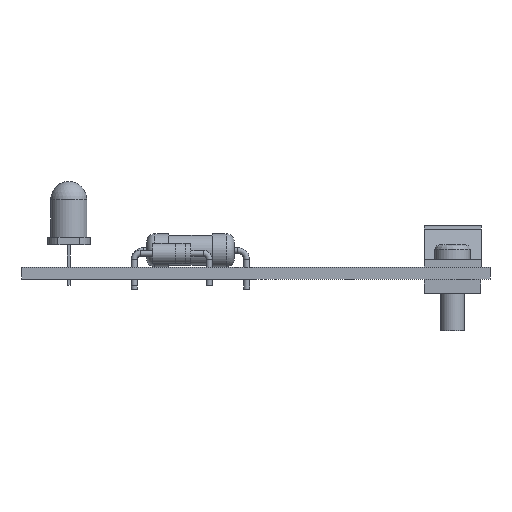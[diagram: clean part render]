
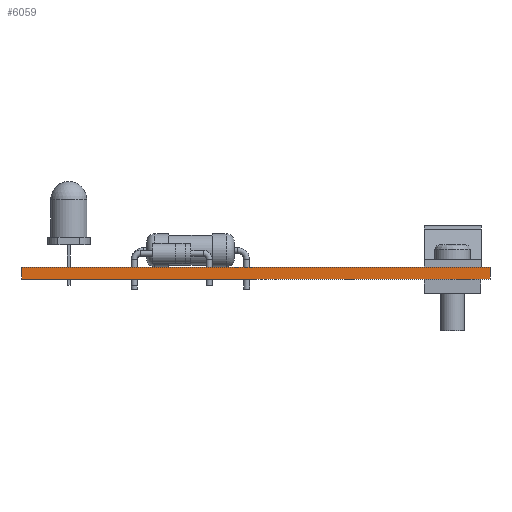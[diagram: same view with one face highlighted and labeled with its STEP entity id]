
A CAD part, left-side view. The second image highlights one B-rep face of the part: STEP entity #6059.
In plain terms, the highlighted planar face has unit normal (-1, 0, 0).
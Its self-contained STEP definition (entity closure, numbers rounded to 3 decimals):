
#5943 = EDGE_CURVE('',#5944,#5946,#5948,.T.);
#5944 = VERTEX_POINT('',#5945);
#5945 = CARTESIAN_POINT('',(0.,63.5,0.));
#5946 = VERTEX_POINT('',#5947);
#5947 = CARTESIAN_POINT('',(0.,63.5,1.6));
#5948 = SURFACE_CURVE('',#5949,(#5953,#5965),.PCURVE_S1.);
#5949 = LINE('',#5950,#5951);
#5950 = CARTESIAN_POINT('',(0.,63.5,0.));
#5951 = VECTOR('',#5952,1.);
#5952 = DIRECTION('',(0.,0.,1.));
#5953 = PCURVE('',#5954,#5959);
#5954 = PLANE('',#5955);
#5955 = AXIS2_PLACEMENT_3D('',#5956,#5957,#5958);
#5956 = CARTESIAN_POINT('',(0.,63.5,0.));
#5957 = DIRECTION('',(0.,1.,0.));
#5958 = DIRECTION('',(1.,0.,0.));
#5959 = DEFINITIONAL_REPRESENTATION('',(#5960),#5964);
#5960 = LINE('',#5961,#5962);
#5961 = CARTESIAN_POINT('',(0.,0.));
#5962 = VECTOR('',#5963,1.);
#5963 = DIRECTION('',(0.,-1.));
#5964 = ( GEOMETRIC_REPRESENTATION_CONTEXT(2) 
PARAMETRIC_REPRESENTATION_CONTEXT() REPRESENTATION_CONTEXT('2D SPACE',''
  ) );
#5965 = PCURVE('',#5966,#5971);
#5966 = PLANE('',#5967);
#5967 = AXIS2_PLACEMENT_3D('',#5968,#5969,#5970);
#5968 = CARTESIAN_POINT('',(0.,0.,0.));
#5969 = DIRECTION('',(-1.,0.,0.));
#5970 = DIRECTION('',(0.,1.,0.));
#5971 = DEFINITIONAL_REPRESENTATION('',(#5972),#5976);
#5972 = LINE('',#5973,#5974);
#5973 = CARTESIAN_POINT('',(63.5,0.));
#5974 = VECTOR('',#5975,1.);
#5975 = DIRECTION('',(0.,-1.));
#5976 = ( GEOMETRIC_REPRESENTATION_CONTEXT(2) 
PARAMETRIC_REPRESENTATION_CONTEXT() REPRESENTATION_CONTEXT('2D SPACE',''
  ) );
#5994 = PLANE('',#5995);
#5995 = AXIS2_PLACEMENT_3D('',#5996,#5997,#5998);
#5996 = CARTESIAN_POINT('',(38.1,31.75,1.6));
#5997 = DIRECTION('',(-0.,-0.,-1.));
#5998 = DIRECTION('',(-1.,0.,0.));
#6048 = PLANE('',#6049);
#6049 = AXIS2_PLACEMENT_3D('',#6050,#6051,#6052);
#6050 = CARTESIAN_POINT('',(38.1,31.75,0.));
#6051 = DIRECTION('',(-0.,-0.,-1.));
#6052 = DIRECTION('',(-1.,0.,0.));
#6059 = ADVANCED_FACE('',(#6060),#5966,.T.);
#6060 = FACE_BOUND('',#6061,.T.);
#6061 = EDGE_LOOP('',(#6062,#6092,#6113,#6114));
#6062 = ORIENTED_EDGE('',*,*,#6063,.T.);
#6063 = EDGE_CURVE('',#6064,#6066,#6068,.T.);
#6064 = VERTEX_POINT('',#6065);
#6065 = CARTESIAN_POINT('',(0.,-0.,0.));
#6066 = VERTEX_POINT('',#6067);
#6067 = CARTESIAN_POINT('',(0.,0.,1.6));
#6068 = SURFACE_CURVE('',#6069,(#6073,#6080),.PCURVE_S1.);
#6069 = LINE('',#6070,#6071);
#6070 = CARTESIAN_POINT('',(0.,-0.,0.));
#6071 = VECTOR('',#6072,1.);
#6072 = DIRECTION('',(0.,0.,1.));
#6073 = PCURVE('',#5966,#6074);
#6074 = DEFINITIONAL_REPRESENTATION('',(#6075),#6079);
#6075 = LINE('',#6076,#6077);
#6076 = CARTESIAN_POINT('',(0.,0.));
#6077 = VECTOR('',#6078,1.);
#6078 = DIRECTION('',(0.,-1.));
#6079 = ( GEOMETRIC_REPRESENTATION_CONTEXT(2) 
PARAMETRIC_REPRESENTATION_CONTEXT() REPRESENTATION_CONTEXT('2D SPACE',''
  ) );
#6080 = PCURVE('',#6081,#6086);
#6081 = PLANE('',#6082);
#6082 = AXIS2_PLACEMENT_3D('',#6083,#6084,#6085);
#6083 = CARTESIAN_POINT('',(76.2,0.,0.));
#6084 = DIRECTION('',(0.,-1.,0.));
#6085 = DIRECTION('',(-1.,0.,0.));
#6086 = DEFINITIONAL_REPRESENTATION('',(#6087),#6091);
#6087 = LINE('',#6088,#6089);
#6088 = CARTESIAN_POINT('',(76.2,0.));
#6089 = VECTOR('',#6090,1.);
#6090 = DIRECTION('',(0.,-1.));
#6091 = ( GEOMETRIC_REPRESENTATION_CONTEXT(2) 
PARAMETRIC_REPRESENTATION_CONTEXT() REPRESENTATION_CONTEXT('2D SPACE',''
  ) );
#6092 = ORIENTED_EDGE('',*,*,#6093,.T.);
#6093 = EDGE_CURVE('',#6066,#5946,#6094,.T.);
#6094 = SURFACE_CURVE('',#6095,(#6099,#6106),.PCURVE_S1.);
#6095 = LINE('',#6096,#6097);
#6096 = CARTESIAN_POINT('',(0.,0.,1.6));
#6097 = VECTOR('',#6098,1.);
#6098 = DIRECTION('',(0.,1.,0.));
#6099 = PCURVE('',#5966,#6100);
#6100 = DEFINITIONAL_REPRESENTATION('',(#6101),#6105);
#6101 = LINE('',#6102,#6103);
#6102 = CARTESIAN_POINT('',(0.,-1.6));
#6103 = VECTOR('',#6104,1.);
#6104 = DIRECTION('',(1.,0.));
#6105 = ( GEOMETRIC_REPRESENTATION_CONTEXT(2) 
PARAMETRIC_REPRESENTATION_CONTEXT() REPRESENTATION_CONTEXT('2D SPACE',''
  ) );
#6106 = PCURVE('',#5994,#6107);
#6107 = DEFINITIONAL_REPRESENTATION('',(#6108),#6112);
#6108 = LINE('',#6109,#6110);
#6109 = CARTESIAN_POINT('',(38.1,-31.75));
#6110 = VECTOR('',#6111,1.);
#6111 = DIRECTION('',(0.,1.));
#6112 = ( GEOMETRIC_REPRESENTATION_CONTEXT(2) 
PARAMETRIC_REPRESENTATION_CONTEXT() REPRESENTATION_CONTEXT('2D SPACE',''
  ) );
#6113 = ORIENTED_EDGE('',*,*,#5943,.F.);
#6114 = ORIENTED_EDGE('',*,*,#6115,.F.);
#6115 = EDGE_CURVE('',#6064,#5944,#6116,.T.);
#6116 = SURFACE_CURVE('',#6117,(#6121,#6128),.PCURVE_S1.);
#6117 = LINE('',#6118,#6119);
#6118 = CARTESIAN_POINT('',(0.,-0.,0.));
#6119 = VECTOR('',#6120,1.);
#6120 = DIRECTION('',(0.,1.,0.));
#6121 = PCURVE('',#5966,#6122);
#6122 = DEFINITIONAL_REPRESENTATION('',(#6123),#6127);
#6123 = LINE('',#6124,#6125);
#6124 = CARTESIAN_POINT('',(0.,0.));
#6125 = VECTOR('',#6126,1.);
#6126 = DIRECTION('',(1.,0.));
#6127 = ( GEOMETRIC_REPRESENTATION_CONTEXT(2) 
PARAMETRIC_REPRESENTATION_CONTEXT() REPRESENTATION_CONTEXT('2D SPACE',''
  ) );
#6128 = PCURVE('',#6048,#6129);
#6129 = DEFINITIONAL_REPRESENTATION('',(#6130),#6134);
#6130 = LINE('',#6131,#6132);
#6131 = CARTESIAN_POINT('',(38.1,-31.75));
#6132 = VECTOR('',#6133,1.);
#6133 = DIRECTION('',(0.,1.));
#6134 = ( GEOMETRIC_REPRESENTATION_CONTEXT(2) 
PARAMETRIC_REPRESENTATION_CONTEXT() REPRESENTATION_CONTEXT('2D SPACE',''
  ) );
